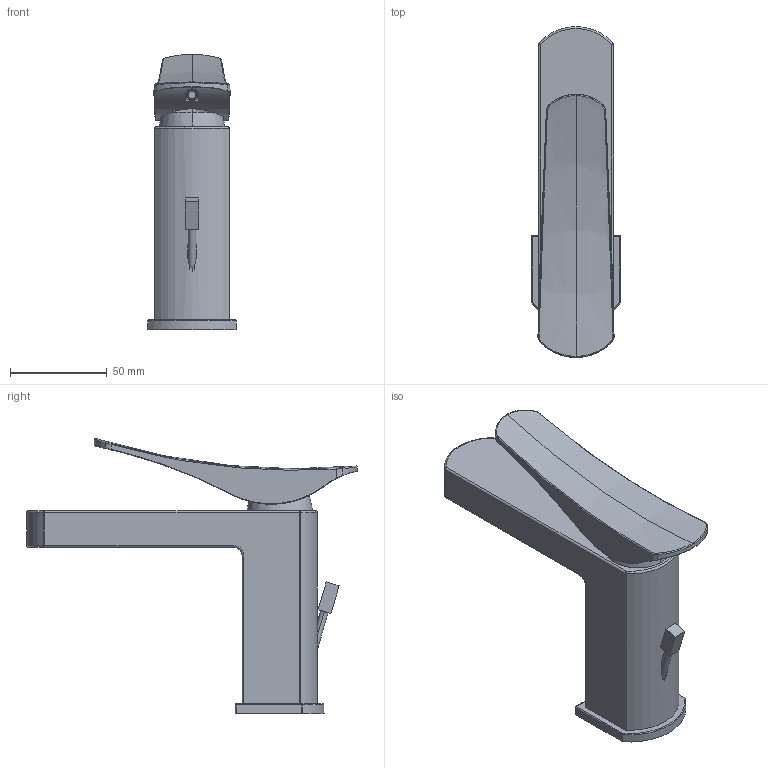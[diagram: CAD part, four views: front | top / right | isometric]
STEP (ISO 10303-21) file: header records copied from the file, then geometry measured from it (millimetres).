
FILE_DESCRIPTION(('CATIA V5 STEP Exchange'),'2;1');
FILE_NAME('RA000510.stp','2017-07-11T07:02:19+00:00',('none'),('none'),'Version 5-6 Release 2013','CATIA V5 STEP AP203','none');
FILE_SCHEMA(('CONFIG_CONTROL_DESIGN'));
Length unit declared in the file: millimetre
Products named in the file (1): PR0441.001_AllCATPart
Bounding box: 46 x 171.2 x 142.32 mm (x, y, z)
Volume: 128239.8 mm3; surface area: 74537.5 mm2
Topology: 7 solids, 7 shells, 1207 faces, 3040 edges, 1925 vertices
Faces by surface type: plane 761, cylinder 203, cone 77, torus 71, bspline 61, sphere 28, revolution 6
Entity records: 37681 total; most frequent: CARTESIAN_POINT 11116, ORIENTED_EDGE 6012, DIRECTION 4306, EDGE_CURVE 3006, VECTOR 2116, LINE 2116, VERTEX_POINT 1918, AXIS2_PLACEMENT_3D 1389
